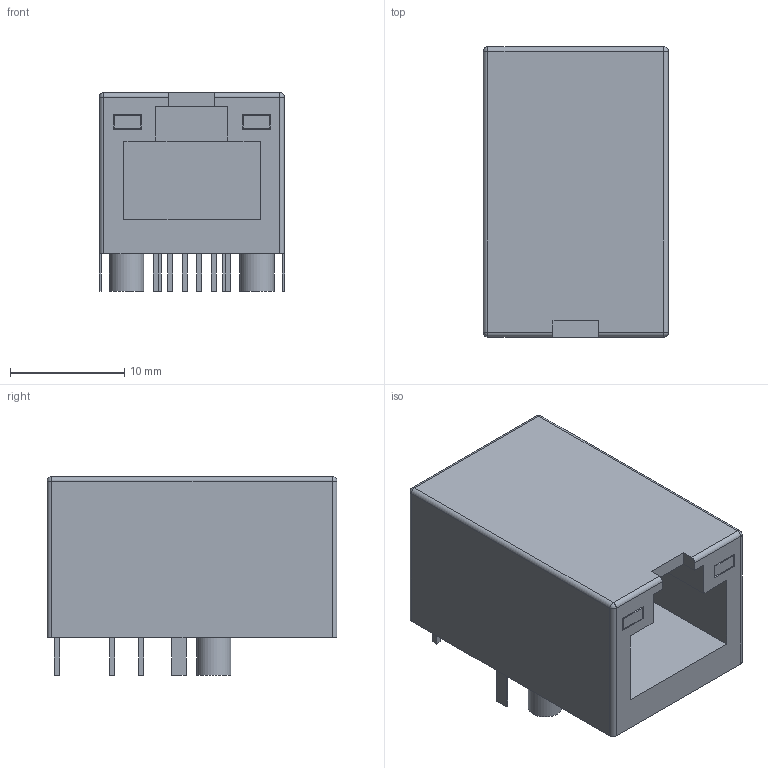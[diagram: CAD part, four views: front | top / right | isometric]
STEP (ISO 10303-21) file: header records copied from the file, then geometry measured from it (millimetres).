
FILE_DESCRIPTION(('FreeCAD Model'),'2;1');
FILE_NAME('Open CASCADE Shape Model','2024-10-25T00:37:24',( 'kicad StepUp'),('ksu MCAD'),'Open CASCADE STEP processor 7.6', 'FreeCAD','Unknown');
FILE_SCHEMA(('AUTOMOTIVE_DESIGN { 1 0 10303 214 1 1 1 1 }'));
Length unit declared in the file: millimetre
Products named in the file (1): RJ45_Molex_9346520x_Horizontal
Bounding box: 16.23 x 25.4 x 17.4 mm (x, y, z)
Volume: 4603.4 mm3; surface area: 2660.5 mm2
Topology: 1 solids, 1 shells, 128 faces, 310 edges, 198 vertices
Faces by surface type: plane 113, cylinder 11, sphere 4
Full cylindrical faces by diameter (mm): 3 x2
Entity records: 4550 total; most frequent: CARTESIAN_POINT 633, ORIENTED_EDGE 612, DIRECTION 586, EDGE_CURVE 306, LINE 284, VECTOR 284, VERTEX_POINT 198, AXIS2_PLACEMENT_3D 151
